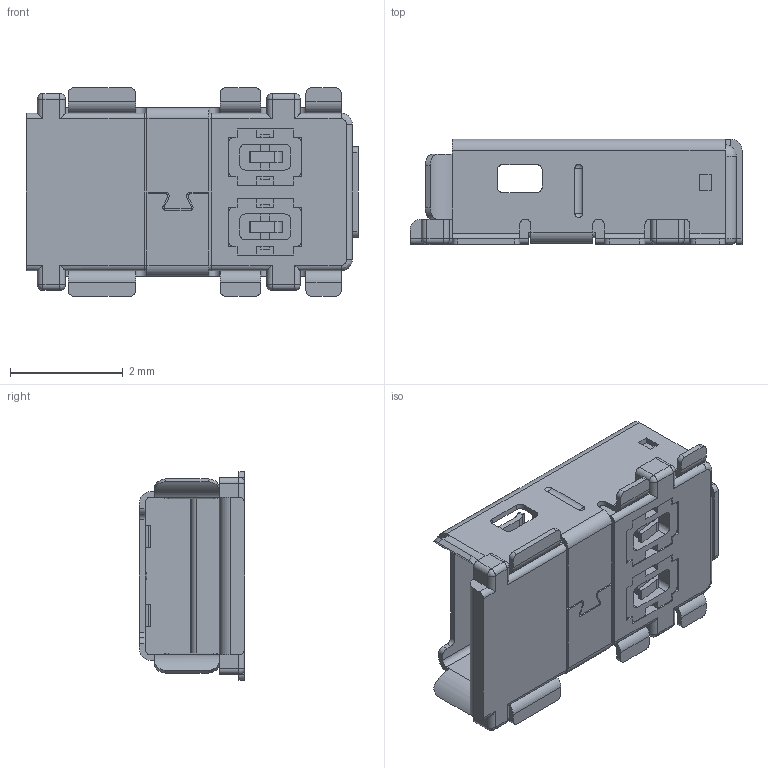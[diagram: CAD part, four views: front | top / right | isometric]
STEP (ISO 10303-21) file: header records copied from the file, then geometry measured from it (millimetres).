
FILE_DESCRIPTION((''),'2;1');
FILE_NAME('PRT0001','2021-02-25T16:50:53',('pigsf'),('Vatech&EWOO'),'CREO PARAMETRIC BY PTC INC, 2018500','CREO PARAMETRIC BY PTC INC, 2018500','');
FILE_SCHEMA(('CONFIG_CONTROL_DESIGN','SHAPE_APPEARANCE_LAYERS_GROUPS'));
Length unit declared in the file: millimetre
Products named in the file (1): PRT0001
Bounding box: 5.9 x 1.87 x 3.7 mm (x, y, z)
Volume: 15.8 mm3; surface area: 111.3 mm2
Topology: 1 solids, 11 shells, 478 faces, 1394 edges, 892 vertices
Faces by surface type: plane 244, cylinder 182, sphere 50, bspline 2
Entity records: 15819 total; most frequent: CARTESIAN_POINT 2972, DIRECTION 2722, ORIENTED_EDGE 2648, EDGE_CURVE 1344, AXIS2_PLACEMENT_3D 923, VERTEX_POINT 892, VECTOR 876, LINE 876
